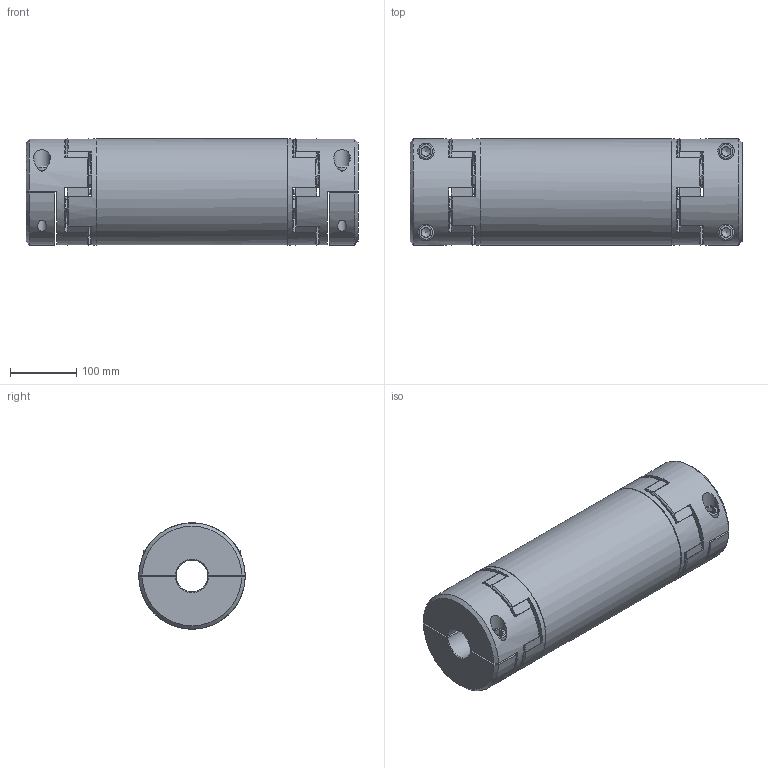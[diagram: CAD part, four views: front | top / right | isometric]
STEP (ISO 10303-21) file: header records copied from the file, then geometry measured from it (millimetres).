
FILE_DESCRIPTION( ( 'Unknown' ), '1' );
FILE_NAME( 'EKHZ 1600 - L=0,5m.stp', 'Unknown', ( 'Unknown' ), ( 'Unknown' ), 'PSStep 10.1', 'Unknown', ' ' );
FILE_SCHEMA( ( 'AUTOMOTIVE_DESIGN { 1 0 10303 214 1 1 1 1 }' ) );
Length unit declared in the file: millimetre
Products named in the file (5): EKHZ 1600 - halb
Bounding box: 500 x 159.97 x 160 mm (x, y, z)
Volume: 4480472 mm3; surface area: 724150.9 mm2
Topology: 5 solids, 5 shells, 664 faces, 1643 edges, 1065 vertices
Faces by surface type: plane 260, cylinder 162, cone 154, torus 48, extrusion 40
Full cylindrical faces by diameter (mm): 9 x16, 13.835 x4, 16 x4, 17 x4, 24 x4, 25 x4, 48 x2, 60 x2, 77 x4, 95 x2, 131 x2, 150 x1, 160 x5
Entity records: 27158 total; most frequent: CARTESIAN_POINT 6799, DIRECTION 3028, ORIENTED_EDGE 3008, EDGE_CURVE 1504, AXIS2_PLACEMENT_3D 1207, VERTEX_POINT 1026, EDGE_LOOP 850, FACE_OUTER_BOUND 742
